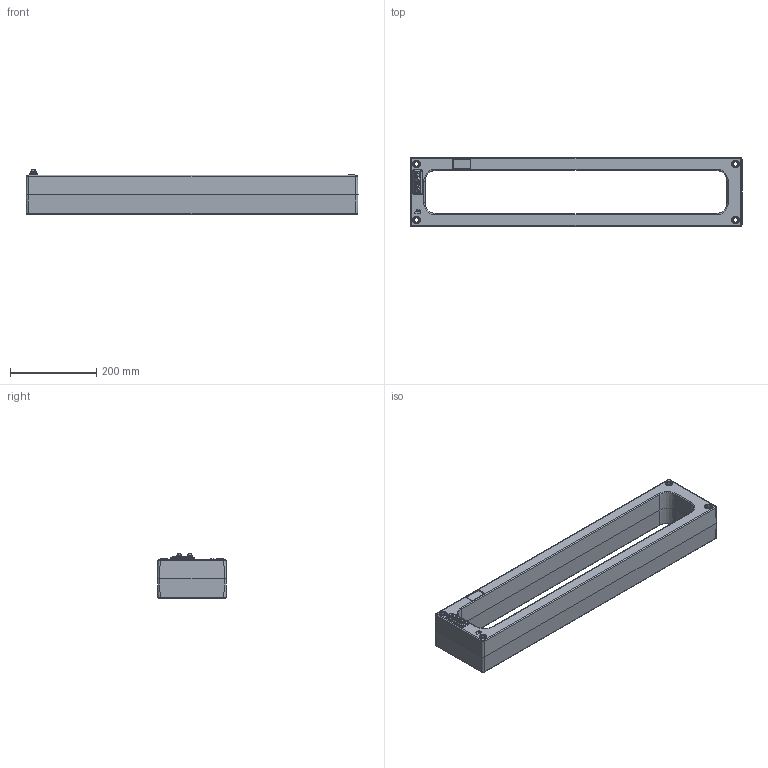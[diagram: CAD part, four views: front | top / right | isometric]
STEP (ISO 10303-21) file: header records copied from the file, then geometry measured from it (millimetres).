
FILE_DESCRIPTION (( 'STEP AP203' ), '1' );
FILE_NAME ('ÒÇËÌ-100õ700.STEP', '2017-05-04T07:13:41', ( '' ), ( '' ), 'SwSTEP 2.0', 'SolidWorks 2010', '' );
FILE_SCHEMA (( 'CONFIG_CONTROL_DESIGN' ));
Length unit declared in the file: millimetre
Products named in the file (1): ÒÇËÌ-100õ700
Bounding box: 770 x 160 x 105.12 mm (x, y, z)
Surface area: 427836.4 mm2 (no closed solid volume)
Topology: 0 solids, 18 shells, 249 faces, 690 edges, 462 vertices
Faces by surface type: plane 81, cylinder 78, cone 42, bspline 32, torus 12, sphere 4
Entity records: 8486 total; most frequent: CARTESIAN_POINT 2162, DIRECTION 1378, ORIENTED_EDGE 1198, EDGE_CURVE 690, AXIS2_PLACEMENT_3D 542, VERTEX_POINT 462, CIRCLE 324, LINE 294
